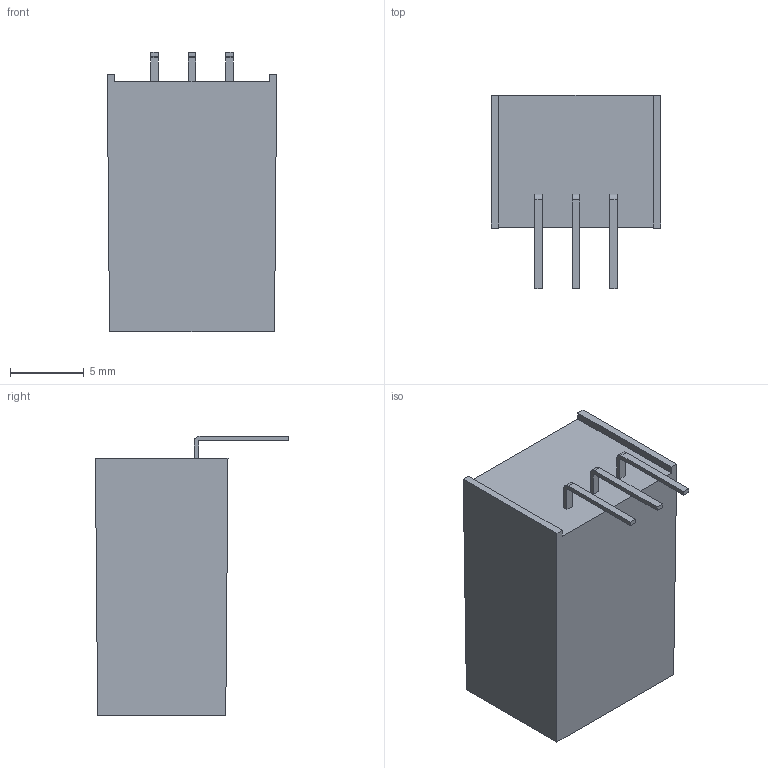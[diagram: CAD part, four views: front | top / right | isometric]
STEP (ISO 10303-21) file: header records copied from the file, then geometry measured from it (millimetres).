
FILE_DESCRIPTION (( 'STEP AP214' ), '1' );
FILE_NAME ('CUI_P7805-500R.step', '2022-08-25T19:17:46', ( '' ), ( '' ), 'SwSTEP 2.0', 'SolidWorks 2022', '' );
FILE_SCHEMA (( 'AUTOMOTIVE_DESIGN' ));
Length unit declared in the file: inch
Products named in the file (1): CUI_P7805-500R
Bounding box: 11.5 x 13.11 x 19 mm (x, y, z)
Volume: 1713.3 mm3; surface area: 944.7 mm2
Topology: 1 solids, 1 shells, 40 faces, 102 edges, 68 vertices
Faces by surface type: plane 32, cylinder 8
Entity records: 1385 total; most frequent: CARTESIAN_POINT 211, ORIENTED_EDGE 204, DIRECTION 200, EDGE_CURVE 102, VECTOR 86, LINE 86, VERTEX_POINT 68, AXIS2_PLACEMENT_3D 57
